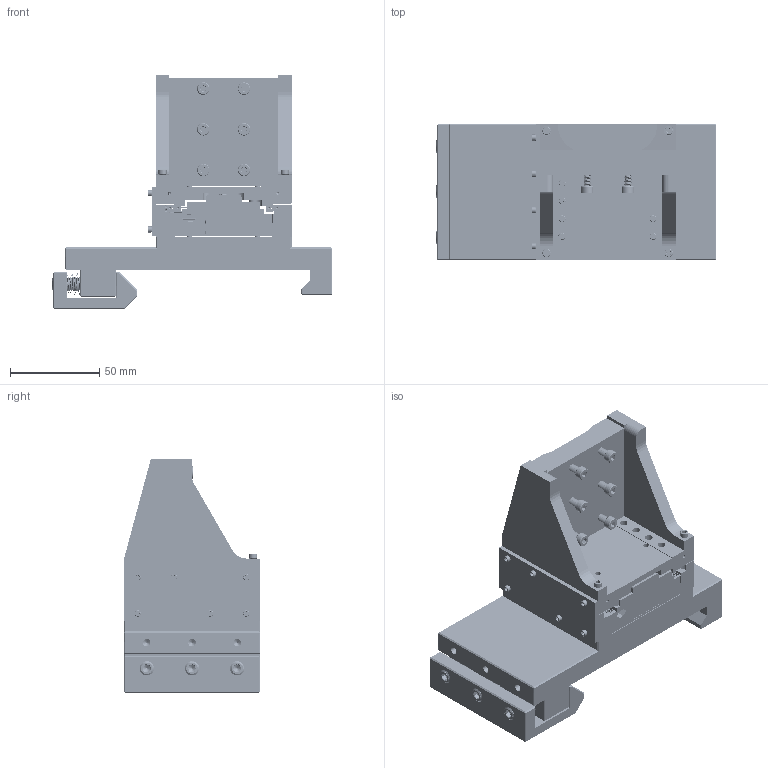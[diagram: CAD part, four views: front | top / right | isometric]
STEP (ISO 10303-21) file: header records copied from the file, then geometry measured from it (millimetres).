
FILE_DESCRIPTION (( 'STEP AP214' ), '1' );
FILE_NAME ('TTN039467-E0W.STEP', '2016-05-05T13:53:56', ( 'admin' ), ( '' ), 'SwSTEP 2.0', 'SolidWorks 2016', '' );
FILE_SCHEMA (( 'AUTOMOTIVE_DESIGN' ));
Length unit declared in the file: millimetre
Products named in the file (1): TTN039467-E0W
Bounding box: 157.41 x 76.2 x 131.32 mm (x, y, z)
Surface area: 164735.2 mm2 (no closed solid volume)
Topology: 0 solids, 112 shells, 8936 faces, 23614 edges, 15049 vertices
Faces by surface type: cylinder 4361, plane 2780, cone 1079, torus 421, bspline 278, sphere 17
Entity records: 447879 total; most frequent: CARTESIAN_POINT 141306, ORIENTED_EDGE 46054, DIRECTION 40314, EDGE_CURVE 23475, VERTEX_POINT 15045, AXIS2_PLACEMENT_3D 14325, LINE 11664, VECTOR 11664
